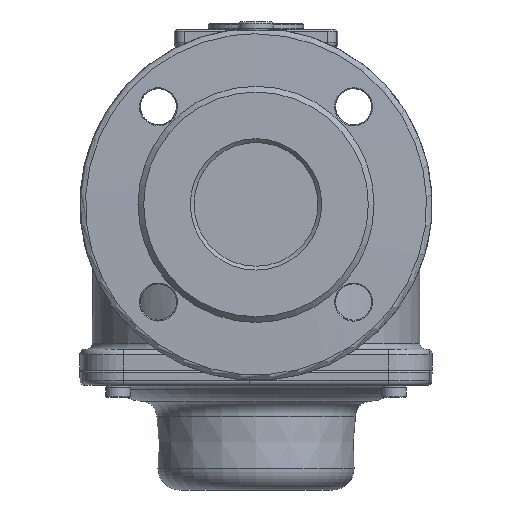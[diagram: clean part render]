
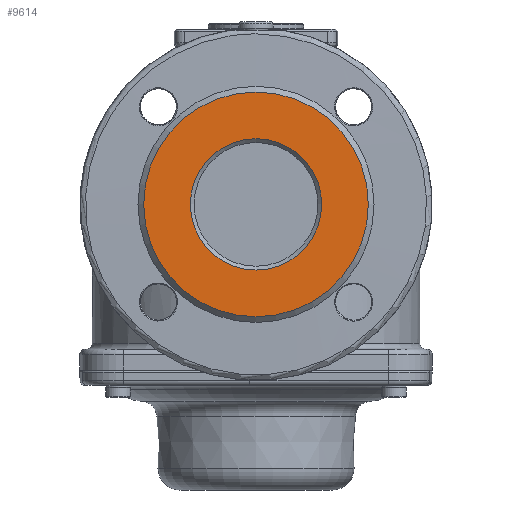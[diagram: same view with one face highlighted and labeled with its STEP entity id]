
A CAD part, left-side view. The second image highlights one B-rep face of the part: STEP entity #9614.
In plain terms, the highlighted planar face has unit normal (-1, 0, 0).
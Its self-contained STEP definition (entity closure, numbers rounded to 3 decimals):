
#9614=ADVANCED_FACE('',(#10431,#10432),#10159,.F.);
#10159=PLANE('',#19707);
#10431=FACE_BOUND('',#11210,.T.);
#10432=FACE_BOUND('',#11211,.T.);
#11210=EDGE_LOOP('',(#13660));
#11211=EDGE_LOOP('',(#13661));
#13660=ORIENTED_EDGE('',*,*,#17495,.T.);
#13661=ORIENTED_EDGE('',*,*,#16909,.T.);
#15733=VERTEX_POINT('',#25963);
#16010=VERTEX_POINT('',#30929);
#16909=EDGE_CURVE('',#15733,#15733,#18458,.T.);
#17495=EDGE_CURVE('',#16010,#16010,#18730,.T.);
#18458=CIRCLE('',#19226,59.);
#18730=CIRCLE('',#19706,34.5);
#19226=AXIS2_PLACEMENT_3D('',#25962,#20843,#20844);
#19706=AXIS2_PLACEMENT_3D('',#30928,#21925,#21926);
#19707=AXIS2_PLACEMENT_3D('',#30930,#21927,#21928);
#20843=DIRECTION('',(-1.,0.,0.));
#20844=DIRECTION('',(0.,0.,-1.));
#21925=DIRECTION('',(1.,0.,0.));
#21926=DIRECTION('',(0.,0.,-1.));
#21927=DIRECTION('',(1.,0.,0.));
#21928=DIRECTION('',(0.,0.,-1.));
#25962=CARTESIAN_POINT('',(-125.,0.,0.));
#25963=CARTESIAN_POINT('',(-125.,0.,-59.));
#30928=CARTESIAN_POINT('',(-125.,0.,0.));
#30929=CARTESIAN_POINT('',(-125.,0.,-34.5));
#30930=CARTESIAN_POINT('',(-125.,0.,0.));
